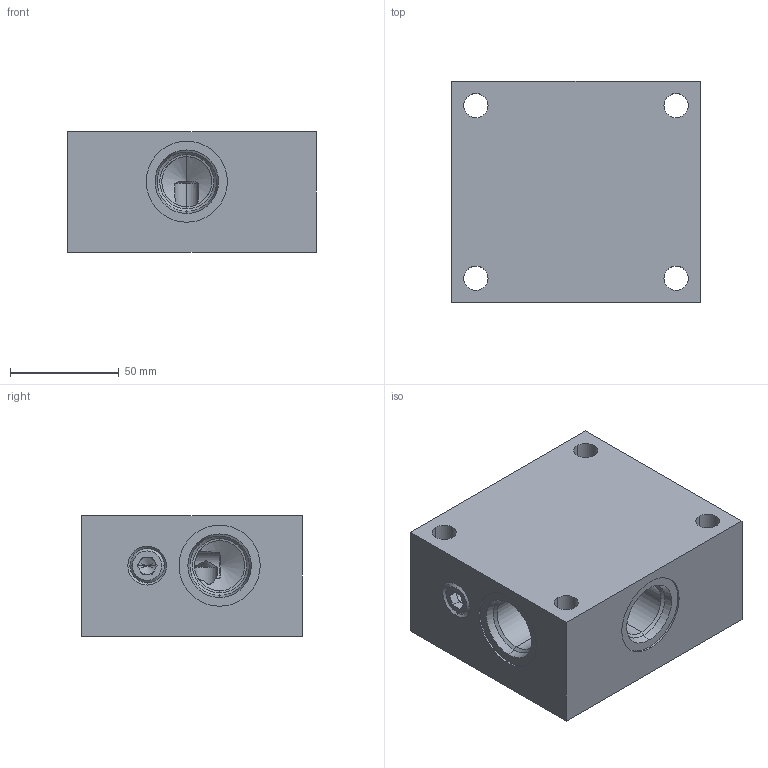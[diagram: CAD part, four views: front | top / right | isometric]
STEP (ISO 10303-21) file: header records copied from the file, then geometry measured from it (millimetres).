
FILE_DESCRIPTION((''),'2;1');
FILE_NAME('FSL_ASM','2020-03-18T',('ProEService'),(''),'PRO/ENGINEER BY PARAMETRIC TECHNOLOGY CORPORATION, 2014200','PRO/ENGINEER BY PARAMETRIC TECHNOLOGY CORPORATION, 2014200','');
FILE_SCHEMA(('CONFIG_CONTROL_DESIGN'));
Length unit declared in the file: inch
Products named in the file (3): 151-116-002; 340-004; FSL_ASM
Assembly tree (2 placements, depth 2):
  FSL_ASM
    151-116-002
    340-004
Bounding box: 114.3 x 101.6 x 55.58 mm (x, y, z)
Volume: 516527.7 mm3; surface area: 74983.2 mm2
Topology: 2 solids, 2 shells, 167 faces, 596 edges, 525 vertices
Faces by surface type: cone 72, cylinder 65, plane 26, torus 4
Entity records: 7170 total; most frequent: CARTESIAN_POINT 2193, DIRECTION 1063, ORIENTED_EDGE 790, EDGE_CURVE 395, AXIS2_PLACEMENT_3D 357, VECTOR 349, LINE 349, VERTEX_POINT 239
